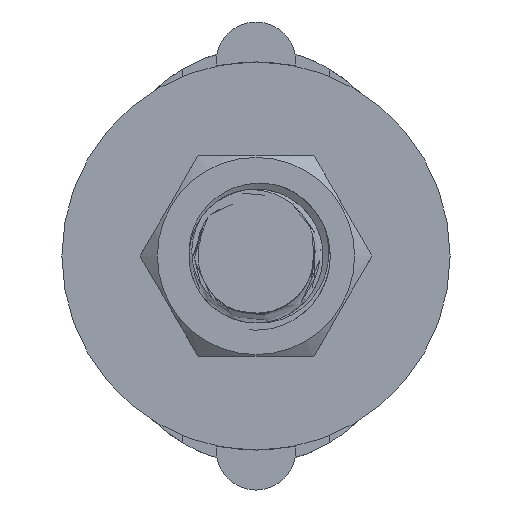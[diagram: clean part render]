
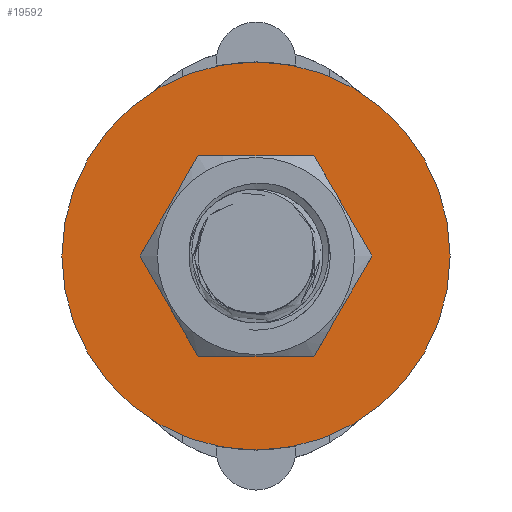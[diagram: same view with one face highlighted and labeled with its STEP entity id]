
A CAD part, front view. The second image highlights one B-rep face of the part: STEP entity #19592.
In plain terms, the highlighted planar face has unit normal (0, -1, 0).
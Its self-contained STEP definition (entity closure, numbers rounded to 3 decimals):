
#203 = ORIENTED_EDGE ( 'NONE', *, *, #17420, .F. ) ;
#294 = AXIS2_PLACEMENT_3D ( 'NONE', #8583, #1107, #17841 ) ;
#924 = EDGE_CURVE ( 'NONE', #3942, #18353, #7059, .T. ) ;
#1072 = DIRECTION ( 'NONE',  ( 0., 1., 0. ) ) ;
#1107 = DIRECTION ( 'NONE',  ( 0., 1., 0. ) ) ;
#1280 = EDGE_LOOP ( 'NONE', ( #8960, #6088 ) ) ;
#2206 = CARTESIAN_POINT ( 'NONE',  ( 0., -5.2, 14.5 ) ) ;
#2478 = CARTESIAN_POINT ( 'NONE',  ( 0., -5.2, 0. ) ) ;
#2512 = PLANE ( 'NONE',  #294 ) ;
#3942 = VERTEX_POINT ( 'NONE', #18999 ) ;
#4800 = DIRECTION ( 'NONE',  ( 0., 0., 1. ) ) ;
#5576 = CARTESIAN_POINT ( 'NONE',  ( 0., -5.2, 0. ) ) ;
#5994 = CARTESIAN_POINT ( 'NONE',  ( 0., -5.2, 0. ) ) ;
#6088 = ORIENTED_EDGE ( 'NONE', *, *, #10855, .T. ) ;
#6476 = CIRCLE ( 'NONE', #17584, 14.5 ) ;
#7059 = CIRCLE ( 'NONE', #9551, 5.5 ) ;
#7174 = DIRECTION ( 'NONE',  ( 0., 0., 1. ) ) ;
#7441 = EDGE_LOOP ( 'NONE', ( #203, #18164 ) ) ;
#8564 = EDGE_CURVE ( 'NONE', #19313, #14757, #6476, .T. ) ;
#8583 = CARTESIAN_POINT ( 'NONE',  ( 0., -5.2, 0. ) ) ;
#8628 = DIRECTION ( 'NONE',  ( 0., 0., 1. ) ) ;
#8833 = DIRECTION ( 'NONE',  ( 0., 1., 0. ) ) ;
#8960 = ORIENTED_EDGE ( 'NONE', *, *, #924, .T. ) ;
#9240 = DIRECTION ( 'NONE',  ( 0., 1., 0. ) ) ;
#9551 = AXIS2_PLACEMENT_3D ( 'NONE', #13221, #1072, #7174 ) ;
#9885 = CARTESIAN_POINT ( 'NONE',  ( 0., -5.2, -5.5 ) ) ;
#10585 = AXIS2_PLACEMENT_3D ( 'NONE', #5576, #11702, #8628 ) ;
#10855 = EDGE_CURVE ( 'NONE', #18353, #3942, #12188, .T. ) ;
#11702 = DIRECTION ( 'NONE',  ( 0., 1., 0. ) ) ;
#12188 = CIRCLE ( 'NONE', #10585, 5.5 ) ;
#13221 = CARTESIAN_POINT ( 'NONE',  ( 0., -5.2, 0. ) ) ;
#14120 = CARTESIAN_POINT ( 'NONE',  ( 0., -5.2, -14.5 ) ) ;
#14757 = VERTEX_POINT ( 'NONE', #2206 ) ;
#14882 = AXIS2_PLACEMENT_3D ( 'NONE', #5994, #9240, #4800 ) ;
#16173 = CIRCLE ( 'NONE', #14882, 14.5 ) ;
#17420 = EDGE_CURVE ( 'NONE', #14757, #19313, #16173, .T. ) ;
#17584 = AXIS2_PLACEMENT_3D ( 'NONE', #2478, #8833, #17903 ) ;
#17841 = DIRECTION ( 'NONE',  ( 0., 0., 1. ) ) ;
#17903 = DIRECTION ( 'NONE',  ( 0., 0., 1. ) ) ;
#17935 = FACE_BOUND ( 'NONE', #1280, .T. ) ;
#18164 = ORIENTED_EDGE ( 'NONE', *, *, #8564, .F. ) ;
#18353 = VERTEX_POINT ( 'NONE', #9885 ) ;
#18999 = CARTESIAN_POINT ( 'NONE',  ( 0., -5.2, 5.5 ) ) ;
#19026 = FACE_OUTER_BOUND ( 'NONE', #7441, .T. ) ;
#19313 = VERTEX_POINT ( 'NONE', #14120 ) ;
#19592 = ADVANCED_FACE ( 'NONE', ( #17935, #19026 ), #2512, .F. ) ;
